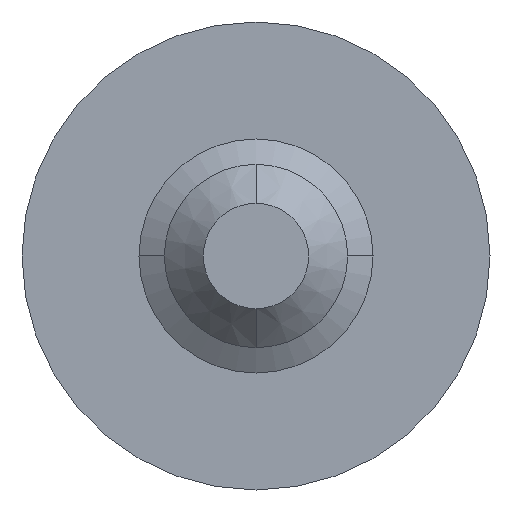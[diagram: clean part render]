
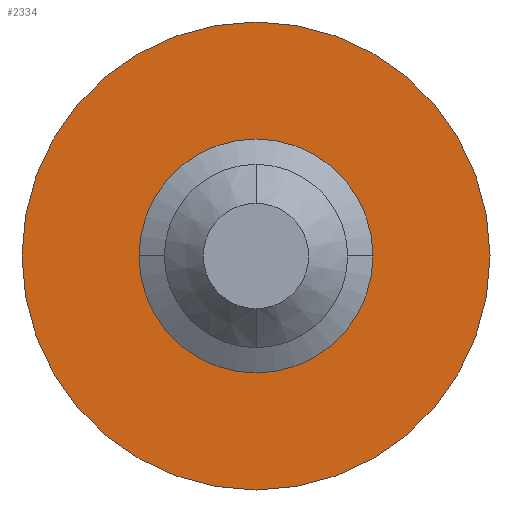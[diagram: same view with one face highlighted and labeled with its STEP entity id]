
A CAD part, front view. The second image highlights one B-rep face of the part: STEP entity #2334.
In plain terms, the highlighted planar face has unit normal (0, -1, 0).
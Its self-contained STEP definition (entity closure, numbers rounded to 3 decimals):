
#96 = ORIENTED_EDGE ( 'NONE', *, *, #464, .F. ) ;
#141 = CARTESIAN_POINT ( 'NONE',  ( 0., -30., 1.5 ) ) ;
#144 = AXIS2_PLACEMENT_3D ( 'NONE', #1993, #424, #1574 ) ;
#351 = VERTEX_POINT ( 'NONE', #757 ) ;
#375 = AXIS2_PLACEMENT_3D ( 'NONE', #2928, #2935, #2685 ) ;
#377 = PLANE ( 'NONE',  #1308 ) ;
#390 = DIRECTION ( 'NONE',  ( 0., 1., 0. ) ) ;
#424 = DIRECTION ( 'NONE',  ( 0., 1., 0. ) ) ;
#464 = EDGE_CURVE ( 'Defeature ausgef�hrt2_2+Defeature ausgef�hrt2_3+Defeature ausgef�hrt2_3+Defeature ausgef�hrt2_3', #351, #875, #963, .T. ) ;
#472 = CIRCLE ( 'NONE', #2481, 1.5 ) ;
#584 = CARTESIAN_POINT ( 'NONE',  ( 0., -30., 0. ) ) ;
#604 = FACE_BOUND ( 'NONE', #2668, .T. ) ;
#669 = CIRCLE ( 'NONE', #993, 3. ) ;
#757 = CARTESIAN_POINT ( 'NONE',  ( 0., -30., -3. ) ) ;
#845 = VERTEX_POINT ( 'NONE', #141 ) ;
#875 = VERTEX_POINT ( 'NONE', #2429 ) ;
#963 = CIRCLE ( 'NONE', #375, 3. ) ;
#978 = VERTEX_POINT ( 'NONE', #1801 ) ;
#993 = AXIS2_PLACEMENT_3D ( 'NONE', #2427, #1066, #2678 ) ;
#1066 = DIRECTION ( 'NONE',  ( 0., 1., 0. ) ) ;
#1105 = ORIENTED_EDGE ( 'NONE', *, *, #2039, .F. ) ;
#1296 = CARTESIAN_POINT ( 'NONE',  ( 3., -30., 0. ) ) ;
#1308 = AXIS2_PLACEMENT_3D ( 'NONE', #1296, #2860, #2175 ) ;
#1574 = DIRECTION ( 'NONE',  ( 0., 0., 1. ) ) ;
#1654 = ORIENTED_EDGE ( 'NONE', *, *, #1665, .T. ) ;
#1665 = EDGE_CURVE ( 'NONE', #978, #845, #2610, .T. ) ;
#1801 = CARTESIAN_POINT ( 'NONE',  ( 0., -30., -1.5 ) ) ;
#1881 = FACE_OUTER_BOUND ( 'NONE', #2914, .T. ) ;
#1957 = DIRECTION ( 'NONE',  ( 0., 0., 1. ) ) ;
#1993 = CARTESIAN_POINT ( 'NONE',  ( 0., -30., 0. ) ) ;
#2039 = EDGE_CURVE ( 'Defeature ausgef�hrt2_2+Defeature ausgef�hrt2_3+Defeature ausgef�hrt2_3+Defeature ausgef�hrt2_3', #875, #351, #669, .T. ) ;
#2175 = DIRECTION ( 'NONE',  ( 0., 0., 1. ) ) ;
#2334 = ADVANCED_FACE ( 'Defeature ausgef�hrt2_3', ( #1881, #604 ), #377, .F. ) ;
#2407 = EDGE_CURVE ( 'Defeature ausgef�hrt2_3+Defeature ausgef�hrt2_0+Defeature ausgef�hrt2_0+Defeature ausgef�hrt2_0', #845, #978, #472, .T. ) ;
#2427 = CARTESIAN_POINT ( 'NONE',  ( 0., -30., 0. ) ) ;
#2429 = CARTESIAN_POINT ( 'NONE',  ( 0., -30., 3. ) ) ;
#2481 = AXIS2_PLACEMENT_3D ( 'NONE', #584, #390, #1957 ) ;
#2486 = ORIENTED_EDGE ( 'NONE', *, *, #2407, .T. ) ;
#2610 = CIRCLE ( 'NONE', #144, 1.5 ) ;
#2668 = EDGE_LOOP ( 'NONE', ( #2486, #1654 ) ) ;
#2678 = DIRECTION ( 'NONE',  ( 0., 0., 1. ) ) ;
#2685 = DIRECTION ( 'NONE',  ( 0., 0., 1. ) ) ;
#2860 = DIRECTION ( 'NONE',  ( 0., 1., 0. ) ) ;
#2914 = EDGE_LOOP ( 'NONE', ( #1105, #96 ) ) ;
#2928 = CARTESIAN_POINT ( 'NONE',  ( 0., -30., 0. ) ) ;
#2935 = DIRECTION ( 'NONE',  ( 0., 1., 0. ) ) ;
